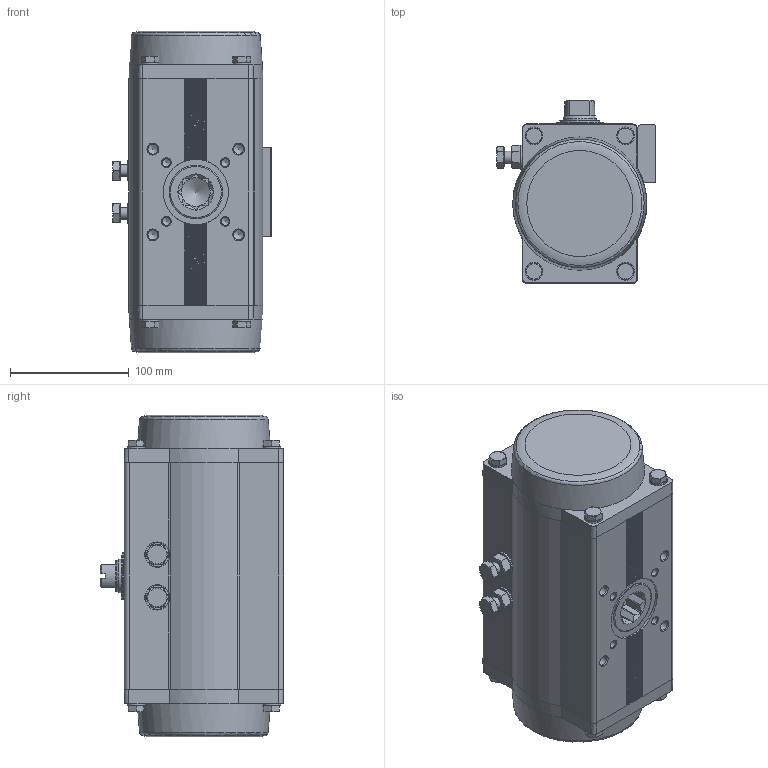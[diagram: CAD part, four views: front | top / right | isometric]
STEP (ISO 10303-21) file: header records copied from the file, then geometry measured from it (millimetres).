
FILE_DESCRIPTION(/* description */ ('STEP AP214'),/* implementation_level */ '2;1');
FILE_NAME(/* name */ '8048145_DFPD-160-RP-90-RS30-F0710-R3-EP',/* time_stamp */ '2024-08-15T16:58:17+02:00',/* author */ ('License CC BY-ND 4.0'),/* organization */ ('CADENAS'),/* preprocessor_version */ 'ST-DEVELOPER v19.3',/* originating_system */ 'PARTsolutions',/* authorisation */ ' ');
FILE_SCHEMA (('AUTOMOTIVE_DESIGN {1 0 10303 214 3 1 1}'));
Length unit declared in the file: millimetre
Products named in the file (6): 8048145 DFPD-160-RP-90-RS30-F0710-R3-EP---(0); 8042189 DFPD-160-90-RS-F07-------(housing); 8042189 DFPD-160(F07_0)---(shaft); 4131243 SCHEIBE 10.2X20X2-1.4301; 4131240 DFPD-160; DIN 934 - M10(F)
Assembly tree (8 placements, depth 2):
  8048145 DFPD-160-RP-90-RS30-F0710-R3-EP---(0)
    8042189 DFPD-160-90-RS-F07-------(housing)
    8042189 DFPD-160(F07_0)---(shaft)
    4131243 SCHEIBE 10.2X20X2-1.4301  x2
    4131240 DFPD-160  x2
    DIN 934 - M10(F)  x2
Bounding box: 133.4 x 154 x 270.9 mm (x, y, z)
Volume: 3494343.4 mm3; surface area: 211952.8 mm2
Topology: 8 solids, 8 shells, 637 faces, 1486 edges, 919 vertices
Faces by surface type: plane 328, cone 146, cylinder 136, torus 25, sphere 2
Full cylindrical faces by diameter (mm): 2 x2, 4.134 x8, 4.917 x1, 6.647 x4, 8.376 x8, 8.5 x2, 10 x4, 10.2 x2, 11.445 x2, 12.8 x1, 14.8 x2, 15 x8, 16 x2, 20 x2, 21 x2, 28 x3, 30.8 x1, 33.2 x1, 34 x2, 40 x2, 41 x1, 44.5 x2, 45 x2, 55 x1
Entity records: 16427 total; most frequent: CARTESIAN_POINT 3395, DIRECTION 2683, ORIENTED_EDGE 2450, EDGE_CURVE 1225, AXIS2_PLACEMENT_3D 1070, VERTEX_POINT 846, FACE_BOUND 815, EDGE_LOOP 801
